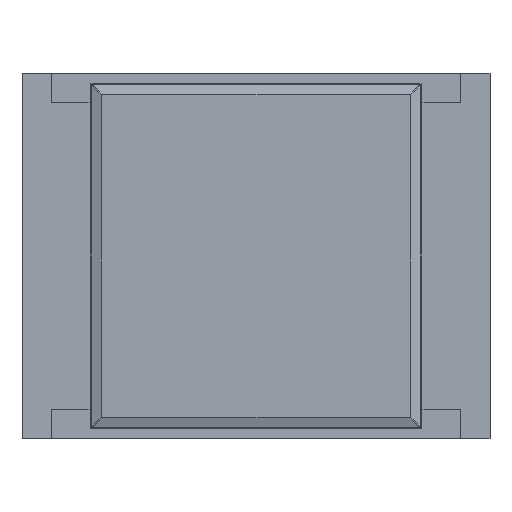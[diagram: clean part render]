
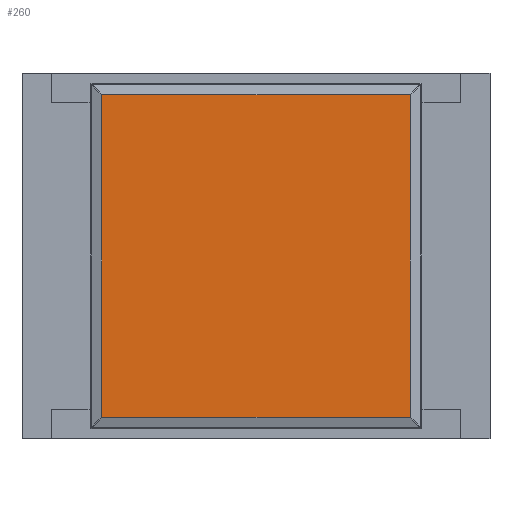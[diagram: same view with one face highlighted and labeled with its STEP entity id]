
A CAD part, top view. The second image highlights one B-rep face of the part: STEP entity #260.
In plain terms, the highlighted planar face has unit normal (0, 0, 1).
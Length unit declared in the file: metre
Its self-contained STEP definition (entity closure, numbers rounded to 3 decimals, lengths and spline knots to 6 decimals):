
#260=ADVANCED_FACE('0:197',(#488),#489,.T.);
#488=FACE_OUTER_BOUND('',#719,.T.);
#489=PLANE('',#720);
#719=EDGE_LOOP('',(#1096,#1097,#1098,#1099));
#720=AXIS2_PLACEMENT_3D('',#1100,#1101,#1102);
#1096=ORIENTED_EDGE('',*,*,#1515,.T.);
#1097=ORIENTED_EDGE('',*,*,#1497,.T.);
#1098=ORIENTED_EDGE('',*,*,#1510,.T.);
#1099=ORIENTED_EDGE('',*,*,#1543,.T.);
#1100=CARTESIAN_POINT('',(0.0016,0.00125,0.000545));
#1101=DIRECTION('',(0.0,0.0,1.0));
#1102=DIRECTION('',(1.0,-0.0,0.0));
#1497=EDGE_CURVE('0:214',#1752,#1757,#1759,.T.);
#1510=EDGE_CURVE('0:241',#1757,#1776,#1778,.T.);
#1515=EDGE_CURVE('0:253',#1781,#1752,#1785,.T.);
#1543=EDGE_CURVE('0:316',#1776,#1781,#1819,.T.);
#1752=VERTEX_POINT('',#2112);
#1757=VERTEX_POINT('',#2118);
#1759=LINE('',#2120,#2121);
#1776=VERTEX_POINT('',#2140);
#1778=LINE('',#2142,#2143);
#1781=VERTEX_POINT('',#2147);
#1785=LINE('',#2152,#2153);
#1819=LINE('',#2194,#2195);
#2112=CARTESIAN_POINT('',(0.002656,0.002353,0.000545));
#2118=CARTESIAN_POINT('',(0.000544,0.002353,0.000545));
#2120=CARTESIAN_POINT('',(0.002656,0.002353,0.000545));
#2121=VECTOR('',#2561,1.0);
#2140=CARTESIAN_POINT('',(0.000544,0.000147,0.000545));
#2142=CARTESIAN_POINT('',(0.000544,0.002353,0.000545));
#2143=VECTOR('',#2582,1.0);
#2147=CARTESIAN_POINT('',(0.002656,0.000147,0.000545));
#2152=CARTESIAN_POINT('',(0.002656,0.000147,0.000545));
#2153=VECTOR('',#2588,1.0);
#2194=CARTESIAN_POINT('',(0.000544,0.000147,0.000545));
#2195=VECTOR('',#2629,1.0);
#2561=DIRECTION('',(-1.0,0.0,0.0));
#2582=DIRECTION('',(0.0,-1.0,0.0));
#2588=DIRECTION('',(0.0,1.0,0.0));
#2629=DIRECTION('',(1.0,0.0,0.0));
